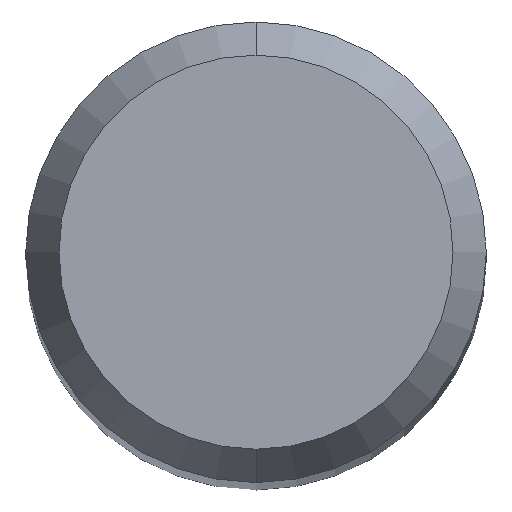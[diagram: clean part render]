
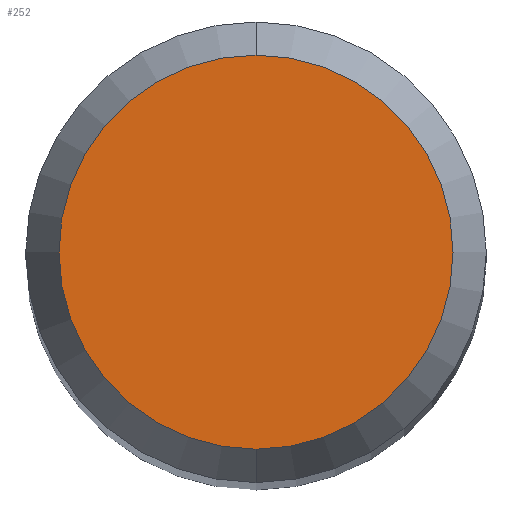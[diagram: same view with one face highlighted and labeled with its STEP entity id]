
A CAD part, top view. The second image highlights one B-rep face of the part: STEP entity #252.
In plain terms, the highlighted planar face has unit normal (0, 0, 1).
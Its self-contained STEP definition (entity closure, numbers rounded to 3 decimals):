
#180=EDGE_CURVE('',#204,#232,#362,.T.);
#204=VERTEX_POINT('',#389);
#232=VERTEX_POINT('',#421);
#236=EDGE_CURVE('',#232,#204,#425,.T.);
#252=ADVANCED_FACE('',(#442),#443,.T.);
#362=CIRCLE('',#572,1.358);
#389=CARTESIAN_POINT('',(0.,-1.358,0.01));
#421=CARTESIAN_POINT('',(0.0,1.358,0.01));
#425=CIRCLE('',#650,1.358);
#442=FACE_OUTER_BOUND('',#673,.T.);
#443=PLANE('',#674);
#572=AXIS2_PLACEMENT_3D('',#799,#800,#801);
#650=AXIS2_PLACEMENT_3D('',#872,#873,#874);
#673=EDGE_LOOP('',(#890,#891));
#674=AXIS2_PLACEMENT_3D('',#892,#893,#894);
#799=CARTESIAN_POINT('',(0.0,0.0,0.01));
#800=DIRECTION('',(0.0,0.0,-1.0));
#801=DIRECTION('',(0.0,1.0,0.0));
#872=CARTESIAN_POINT('',(0.0,0.0,0.01));
#873=DIRECTION('',(0.0,0.0,-1.0));
#874=DIRECTION('',(0.0,1.0,0.0));
#890=ORIENTED_EDGE('',*,*,#236,.F.);
#891=ORIENTED_EDGE('',*,*,#180,.F.);
#892=CARTESIAN_POINT('',(0.0,0.679,0.01));
#893=DIRECTION('',(-0.0,0.0,1.0));
#894=DIRECTION('',(0.0,-1.0,0.0));
